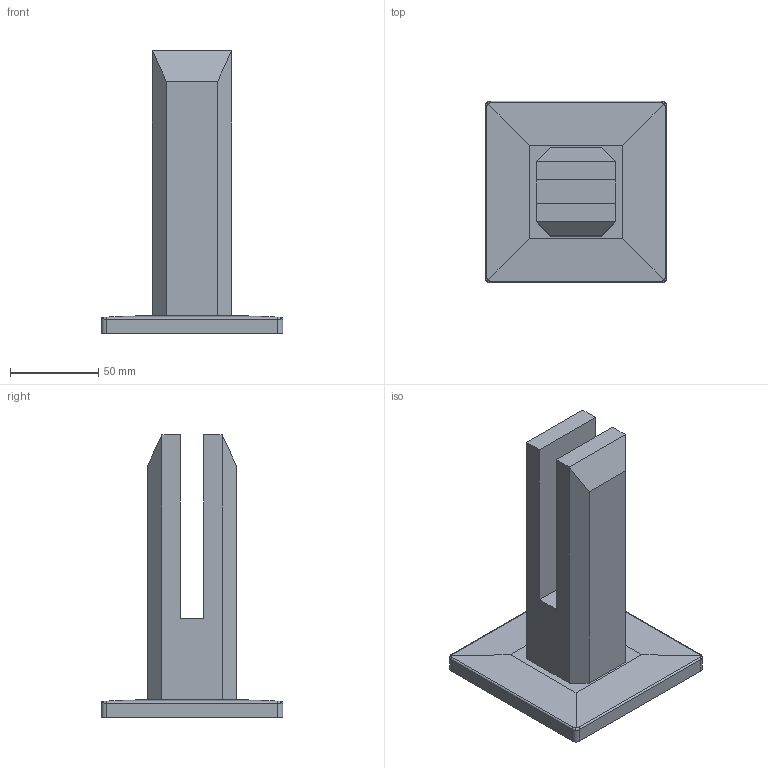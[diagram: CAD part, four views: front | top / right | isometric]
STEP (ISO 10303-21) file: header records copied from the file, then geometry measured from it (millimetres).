
FILE_DESCRIPTION((''),'2;1');
FILE_NAME('6220','2022-02-20T09:53:34',('Gogel'),('Gerresheimer Regensburg GmbH'),'CREO PARAMETRIC BY PTC INC, 2018420','CREO PARAMETRIC BY PTC INC, 2018420','');
FILE_SCHEMA(('AUTOMOTIVE_DESIGN { 1 0 10303 214 1 1 1 1 }'));
Length unit declared in the file: millimetre
Products named in the file (1): 6220
Bounding box: 103 x 103 x 160 mm (x, y, z)
Volume: 345107.9 mm3; surface area: 83023.5 mm2
Topology: 2 solids, 4 shells, 102 faces, 250 edges, 158 vertices
Faces by surface type: plane 54, cylinder 28, cone 12, bspline 8
Entity records: 3935 total; most frequent: CARTESIAN_POINT 971, DIRECTION 520, ORIENTED_EDGE 484, EDGE_CURVE 246, AXIS2_PLACEMENT_3D 175, VECTOR 167, LINE 167, VERTEX_POINT 158
